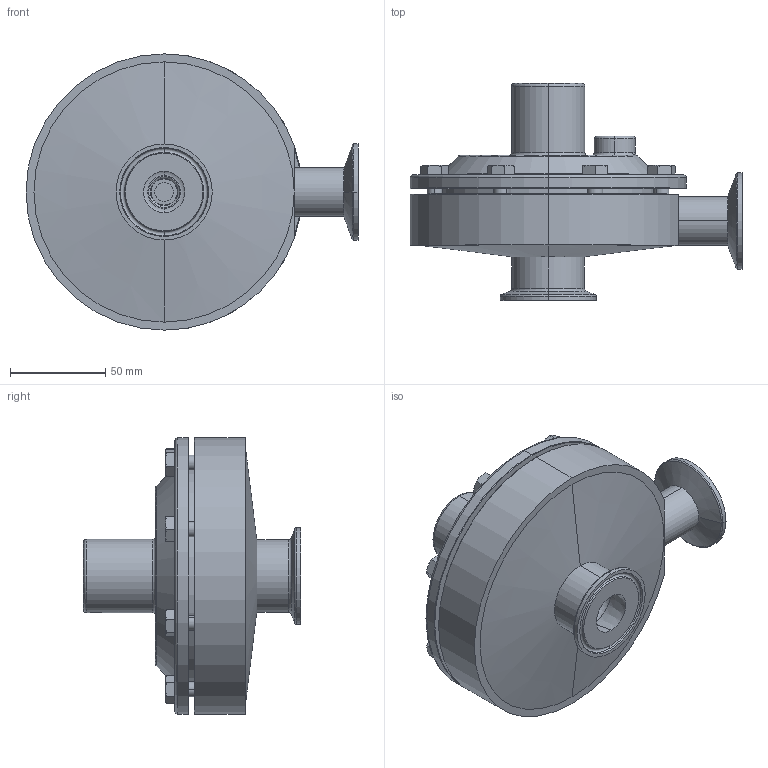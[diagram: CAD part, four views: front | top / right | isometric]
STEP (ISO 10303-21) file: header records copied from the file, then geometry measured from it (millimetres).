
FILE_DESCRIPTION (( 'STEP AP203' ), '1' );
FILE_NAME ('FB5CPM-100-6L.STEP', '2021-08-20T19:24:19', ( '' ), ( '' ), 'SwSTEP 2.0', 'SolidWorks 2018', '' );
FILE_SCHEMA (( 'CONFIG_CONTROL_DESIGN' ));
Length unit declared in the file: inch
Products named in the file (5): 34700; 20432_comp; FB5CPM-100-6L; 34757; 8478_031x100
Assembly tree (11 placements, depth 2):
  FB5CPM-100-6L
    34757
    20432_comp
    34700
    8478_031x100  x8
Bounding box: 173.99 x 113.74 x 144.78 mm (x, y, z)
Volume: 456762.3 mm3; surface area: 150567.1 mm2
Topology: 11 solids, 11 shells, 377 faces, 827 edges, 484 vertices
Faces by surface type: cone 137, plane 97, cylinder 91, torus 51, bspline 1
Entity records: 7826 total; most frequent: CARTESIAN_POINT 1490, DIRECTION 1348, ORIENTED_EDGE 1062, AXIS2_PLACEMENT_3D 590, EDGE_CURVE 531, CIRCLE 333, VERTEX_POINT 316, EDGE_LOOP 291
